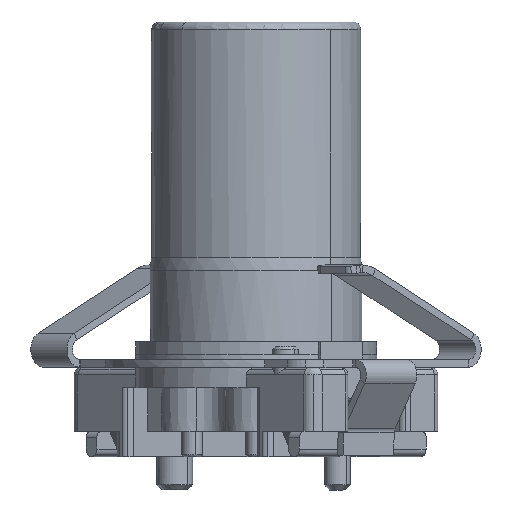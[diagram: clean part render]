
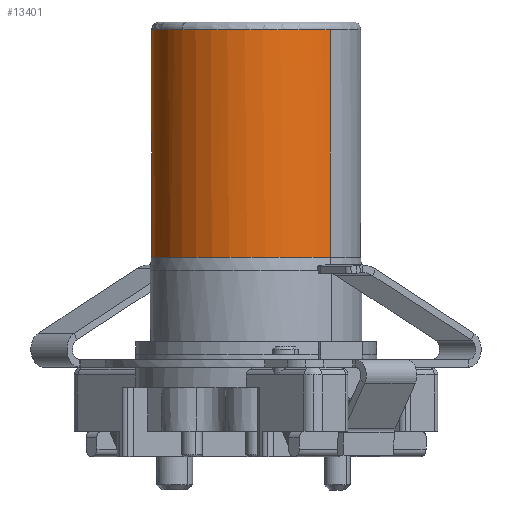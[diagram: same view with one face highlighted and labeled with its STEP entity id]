
A CAD part, front view. The second image highlights one B-rep face of the part: STEP entity #13401.
In plain terms, the highlighted cylindrical face has radius 4.1 mm (diameter 8.2 mm), a partial arc.
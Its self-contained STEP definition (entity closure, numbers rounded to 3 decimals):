
#10368=AXIS2_PLACEMENT_3D('Circle Axis2P3D',#10366,#10367,$) ;
#13360=AXIS2_PLACEMENT_3D('Cylinder Axis2P3D',#13357,#13358,#13359) ;
#10356=CARTESIAN_POINT('Vertex',(5.941,10.089,9.1)) ;
#10363=CARTESIAN_POINT('Vertex',(11.739,4.291,9.1)) ;
#10366=CARTESIAN_POINT('Axis2P3D Location',(8.84,7.19,9.1)) ;
#13357=CARTESIAN_POINT('Axis2P3D Location',(8.84,7.19,5.8)) ;
#13362=CARTESIAN_POINT('Line Origine',(11.739,4.291,5.8)) ;
#13366=CARTESIAN_POINT('Vertex',(11.739,4.291,18.)) ;
#13370=CARTESIAN_POINT('Control Point',(5.941,4.291,18.)) ;
#13371=CARTESIAN_POINT('Control Point',(6.852,3.38,18.)) ;
#13372=CARTESIAN_POINT('Control Point',(8.12,2.825,18.)) ;
#13373=CARTESIAN_POINT('Control Point',(9.56,2.825,18.)) ;
#13374=CARTESIAN_POINT('Control Point',(10.828,3.38,18.)) ;
#13375=CARTESIAN_POINT('Control Point',(11.739,4.291,18.)) ;
#13376=CARTESIAN_POINT('Vertex',(5.941,4.291,18.)) ;
#13380=CARTESIAN_POINT('Control Point',(5.941,10.089,18.)) ;
#13381=CARTESIAN_POINT('Control Point',(5.03,9.178,18.)) ;
#13382=CARTESIAN_POINT('Control Point',(4.475,7.91,18.)) ;
#13383=CARTESIAN_POINT('Control Point',(4.475,6.47,18.)) ;
#13384=CARTESIAN_POINT('Control Point',(5.03,5.201,18.)) ;
#13385=CARTESIAN_POINT('Control Point',(5.941,4.291,18.)) ;
#13386=CARTESIAN_POINT('Vertex',(5.941,10.089,18.)) ;
#13389=CARTESIAN_POINT('Line Origine',(5.941,10.089,5.8)) ;
#10367=DIRECTION('Axis2P3D Direction',(0.,0.,-1.)) ;
#13358=DIRECTION('Axis2P3D Direction',(0.,0.,1.)) ;
#13359=DIRECTION('Axis2P3D XDirection',(-0.707,0.707,0.)) ;
#13363=DIRECTION('Vector Direction',(0.,0.,1.)) ;
#13390=DIRECTION('Vector Direction',(0.,0.,1.)) ;
#13364=VECTOR('Line Direction',#13363,1.) ;
#13391=VECTOR('Line Direction',#13390,1.) ;
#13395=ORIENTED_EDGE('',*,*,#13368,.F.) ;
#13396=ORIENTED_EDGE('',*,*,#13378,.F.) ;
#13397=ORIENTED_EDGE('',*,*,#13388,.F.) ;
#13398=ORIENTED_EDGE('',*,*,#13393,.F.) ;
#13399=ORIENTED_EDGE('',*,*,#10370,.T.) ;
#13401=ADVANCED_FACE('Hauptkoerper',(#13400),#13361,.T.) ;
#13369=B_SPLINE_CURVE_WITH_KNOTS('',5,(#13370,#13371,#13372,#13373,#13374,#13375),.UNSPECIFIED.,.F.,.U.,(6,6),(0.,6.44),.UNSPECIFIED.) ;
#13379=B_SPLINE_CURVE_WITH_KNOTS('',5,(#13380,#13381,#13382,#13383,#13384,#13385),.UNSPECIFIED.,.F.,.U.,(6,6),(-6.44,0.),.UNSPECIFIED.) ;
#10369=CIRCLE('generated circle',#10368,4.1) ;
#13361=CYLINDRICAL_SURFACE('generated cylinder',#13360,4.1) ;
#10370=EDGE_CURVE('',#10357,#10364,#10369,.F.) ;
#13368=EDGE_CURVE('',#13367,#10364,#13365,.F.) ;
#13378=EDGE_CURVE('',#13377,#13367,#13369,.T.) ;
#13388=EDGE_CURVE('',#13387,#13377,#13379,.T.) ;
#13393=EDGE_CURVE('',#10357,#13387,#13392,.T.) ;
#13394=EDGE_LOOP('',(#13395,#13396,#13397,#13398,#13399)) ;
#13400=FACE_OUTER_BOUND('',#13394,.T.) ;
#13365=LINE('Line',#13362,#13364) ;
#13392=LINE('Line',#13389,#13391) ;
#10357=VERTEX_POINT('',#10356) ;
#10364=VERTEX_POINT('',#10363) ;
#13367=VERTEX_POINT('',#13366) ;
#13377=VERTEX_POINT('',#13376) ;
#13387=VERTEX_POINT('',#13386) ;
